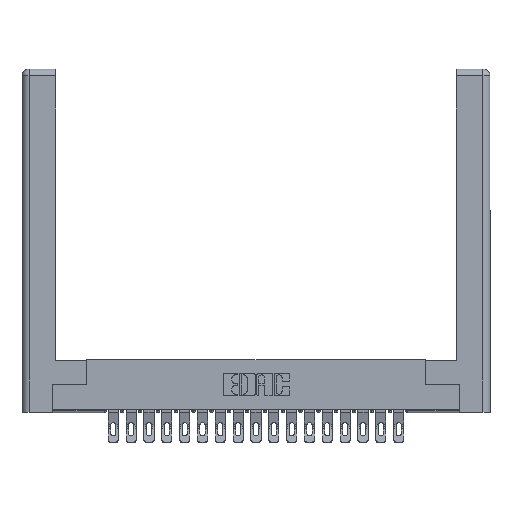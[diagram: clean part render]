
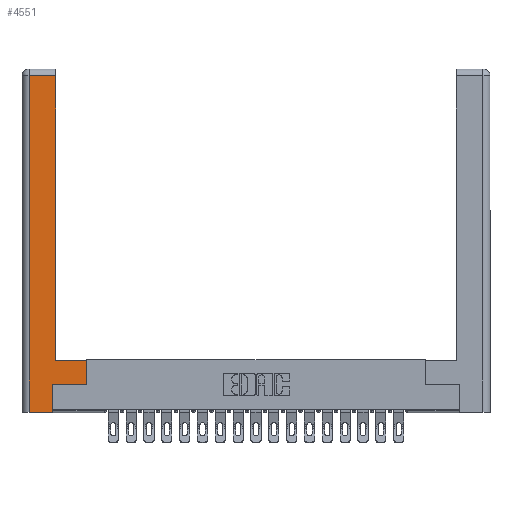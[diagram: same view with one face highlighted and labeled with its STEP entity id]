
A CAD part, top view. The second image highlights one B-rep face of the part: STEP entity #4551.
In plain terms, the highlighted planar face has unit normal (0, 0, 1).
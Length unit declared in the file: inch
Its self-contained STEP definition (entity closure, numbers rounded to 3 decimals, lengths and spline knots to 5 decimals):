
#159 = VECTOR ( 'NONE', #3151, 39.37008 ) ;
#399 = DIRECTION ( 'NONE',  ( 0., 0., -1. ) ) ;
#524 = EDGE_CURVE ( 'NONE', #12532, #5764, #24362, .T. ) ;
#580 = PLANE ( 'NONE',  #4268 ) ;
#703 = EDGE_CURVE ( 'NONE', #18320, #12123, #13604, .T. ) ;
#819 = VECTOR ( 'NONE', #17702, 39.37008 ) ;
#845 = DIRECTION ( 'NONE',  ( 0., 1., 0. ) ) ;
#1429 = DIRECTION ( 'NONE',  ( 1., 0., 0. ) ) ;
#1501 = CARTESIAN_POINT ( 'NONE',  ( 0.265, 0., 0. ) ) ;
#1901 = LINE ( 'NONE', #9274, #11428 ) ;
#2083 = EDGE_CURVE ( 'NONE', #24638, #18320, #1901, .T. ) ;
#2147 = LINE ( 'NONE', #1501, #6298 ) ;
#2351 = FACE_OUTER_BOUND ( 'NONE', #12928, .T. ) ;
#2777 = EDGE_CURVE ( 'NONE', #15278, #12532, #2147, .T. ) ;
#2869 = VERTEX_POINT ( 'NONE', #17175 ) ;
#3151 = DIRECTION ( 'NONE',  ( 1., 0., 0. ) ) ;
#3379 = DIRECTION ( 'NONE',  ( 0., 1., 0. ) ) ;
#3854 = CARTESIAN_POINT ( 'NONE',  ( 0.0615, 0., 0. ) ) ;
#4155 = CARTESIAN_POINT ( 'NONE',  ( 0., 0., 0. ) ) ;
#4268 = AXIS2_PLACEMENT_3D ( 'NONE', #4155, #399, #23369 ) ;
#4369 = ORIENTED_EDGE ( 'NONE', *, *, #2083, .T. ) ;
#4386 = CARTESIAN_POINT ( 'NONE',  ( 0.565, 0.45, 0. ) ) ;
#4402 = VERTEX_POINT ( 'NONE', #15335 ) ;
#4551 = ADVANCED_FACE ( 'NONE', ( #2351 ), #580, .F. ) ;
#4626 = LINE ( 'NONE', #8962, #159 ) ;
#5153 = DIRECTION ( 'NONE',  ( -1., 0., 0. ) ) ;
#5318 = EDGE_CURVE ( 'NONE', #2869, #24638, #8860, .T. ) ;
#5505 = VECTOR ( 'NONE', #5153, 39.37008 ) ;
#5703 = CARTESIAN_POINT ( 'NONE',  ( 0.0615, 0., 0. ) ) ;
#5764 = VERTEX_POINT ( 'NONE', #12075 ) ;
#5992 = EDGE_CURVE ( 'NONE', #5764, #4402, #4626, .T. ) ;
#6298 = VECTOR ( 'NONE', #1429, 39.37008 ) ;
#8424 = CARTESIAN_POINT ( 'NONE',  ( 0.295, 0.45, 0. ) ) ;
#8575 = ORIENTED_EDGE ( 'NONE', *, *, #524, .T. ) ;
#8860 = LINE ( 'NONE', #10156, #819 ) ;
#8962 = CARTESIAN_POINT ( 'NONE',  ( 0.565, 0.245, 0. ) ) ;
#9274 = CARTESIAN_POINT ( 'NONE',  ( 0.295, 3., 0. ) ) ;
#9795 = VECTOR ( 'NONE', #13894, 39.37008 ) ;
#10156 = CARTESIAN_POINT ( 'NONE',  ( 0.295, 0.45, 0. ) ) ;
#10667 = CARTESIAN_POINT ( 'NONE',  ( 0.265, 0.245, 0. ) ) ;
#11428 = VECTOR ( 'NONE', #3379, 39.37008 ) ;
#11966 = ORIENTED_EDGE ( 'NONE', *, *, #5992, .T. ) ;
#12075 = CARTESIAN_POINT ( 'NONE',  ( 0.265, 0.245, 0. ) ) ;
#12123 = VERTEX_POINT ( 'NONE', #21219 ) ;
#12532 = VERTEX_POINT ( 'NONE', #24013 ) ;
#12928 = EDGE_LOOP ( 'NONE', ( #4369, #14637, #23678, #16392, #8575, #11966, #16059, #22800 ) ) ;
#13604 = LINE ( 'NONE', #16725, #5505 ) ;
#13894 = DIRECTION ( 'NONE',  ( 0., 1., 0. ) ) ;
#14315 = LINE ( 'NONE', #4386, #9795 ) ;
#14624 = CARTESIAN_POINT ( 'NONE',  ( 0.295, 2.94, 0. ) ) ;
#14637 = ORIENTED_EDGE ( 'NONE', *, *, #703, .T. ) ;
#15278 = VERTEX_POINT ( 'NONE', #3854 ) ;
#15335 = CARTESIAN_POINT ( 'NONE',  ( 0.565, 0.245, 0. ) ) ;
#16059 = ORIENTED_EDGE ( 'NONE', *, *, #19816, .T. ) ;
#16392 = ORIENTED_EDGE ( 'NONE', *, *, #2777, .T. ) ;
#16725 = CARTESIAN_POINT ( 'NONE',  ( 0.0615, 2.94, 0. ) ) ;
#17175 = CARTESIAN_POINT ( 'NONE',  ( 0.565, 0.45, 0. ) ) ;
#17702 = DIRECTION ( 'NONE',  ( -1., 0., 0. ) ) ;
#17800 = VECTOR ( 'NONE', #845, 39.37008 ) ;
#18320 = VERTEX_POINT ( 'NONE', #14624 ) ;
#18916 = EDGE_CURVE ( 'NONE', #12123, #15278, #23914, .T. ) ;
#19417 = DIRECTION ( 'NONE',  ( 0., -1., 0. ) ) ;
#19816 = EDGE_CURVE ( 'NONE', #4402, #2869, #14315, .T. ) ;
#21219 = CARTESIAN_POINT ( 'NONE',  ( 0.0615, 2.94, 0. ) ) ;
#22800 = ORIENTED_EDGE ( 'NONE', *, *, #5318, .T. ) ;
#23369 = DIRECTION ( 'NONE',  ( -1., 0., 0. ) ) ;
#23624 = VECTOR ( 'NONE', #19417, 39.37008 ) ;
#23678 = ORIENTED_EDGE ( 'NONE', *, *, #18916, .T. ) ;
#23914 = LINE ( 'NONE', #5703, #23624 ) ;
#24013 = CARTESIAN_POINT ( 'NONE',  ( 0.265, 0., 0. ) ) ;
#24362 = LINE ( 'NONE', #10667, #17800 ) ;
#24638 = VERTEX_POINT ( 'NONE', #8424 ) ;
